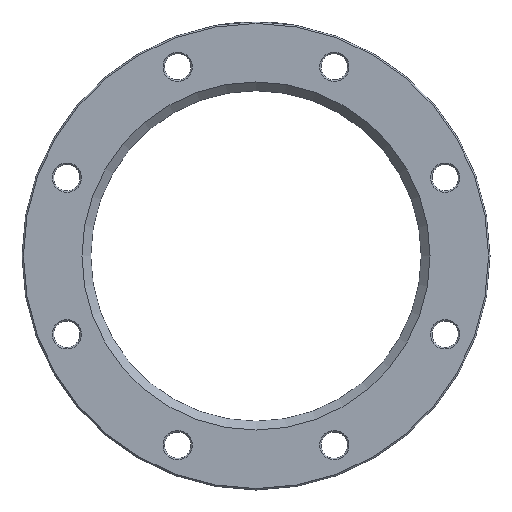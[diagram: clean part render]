
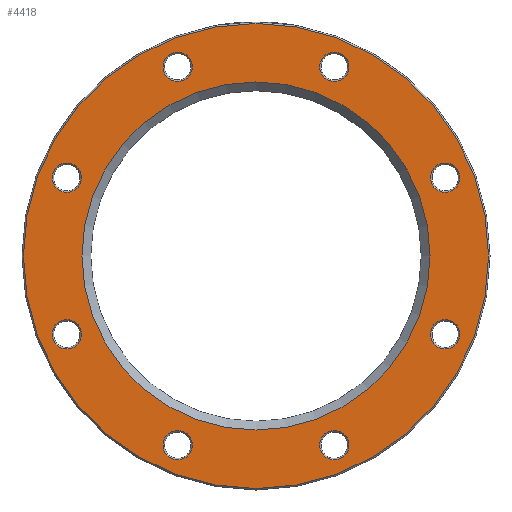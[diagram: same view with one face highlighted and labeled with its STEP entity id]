
A CAD part, left-side view. The second image highlights one B-rep face of the part: STEP entity #4418.
In plain terms, the highlighted planar face has unit normal (-1, 0, 0).
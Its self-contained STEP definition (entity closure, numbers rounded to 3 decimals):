
#8 = DIRECTION ( 'NONE',  ( 1., 0., 0. ) ) ;
#25 = CARTESIAN_POINT ( 'NONE',  ( 0., -129.343, -53.576 ) ) ;
#56 = CARTESIAN_POINT ( 'NONE',  ( 0., 129.343, 43.576 ) ) ;
#140 = EDGE_LOOP ( 'NONE', ( #3949 ) ) ;
#211 = DIRECTION ( 'NONE',  ( 0., 0., -1. ) ) ;
#229 = DIRECTION ( 'NONE',  ( 0., 0., -1. ) ) ;
#231 = EDGE_CURVE ( 'NONE', #2331, #2331, #3402, .T. ) ;
#373 = VERTEX_POINT ( 'NONE', #1872 ) ;
#389 = AXIS2_PLACEMENT_3D ( 'NONE', #2243, #1118, #3405 ) ;
#423 = EDGE_LOOP ( 'NONE', ( #2234 ) ) ;
#434 = DIRECTION ( 'NONE',  ( 0., 0., -1. ) ) ;
#441 = DIRECTION ( 'NONE',  ( 1., 0., 0. ) ) ;
#443 = FACE_BOUND ( 'NONE', #2264, .T. ) ;
#471 = PLANE ( 'NONE',  #2979 ) ;
#530 = CARTESIAN_POINT ( 'NONE',  ( 0., -53.576, 129.343 ) ) ;
#557 = AXIS2_PLACEMENT_3D ( 'NONE', #1880, #1425, #4841 ) ;
#591 = CARTESIAN_POINT ( 'NONE',  ( 0., 0., 0. ) ) ;
#599 = VERTEX_POINT ( 'NONE', #2021 ) ;
#613 = DIRECTION ( 'NONE',  ( 0., 0., -1. ) ) ;
#704 = EDGE_LOOP ( 'NONE', ( #893 ) ) ;
#710 = EDGE_LOOP ( 'NONE', ( #3534 ) ) ;
#737 = VERTEX_POINT ( 'NONE', #2300 ) ;
#766 = FACE_BOUND ( 'NONE', #1835, .T. ) ;
#797 = EDGE_CURVE ( 'NONE', #737, #737, #3742, .T. ) ;
#832 = VERTEX_POINT ( 'NONE', #4162 ) ;
#861 = DIRECTION ( 'NONE',  ( 1., 0., 0. ) ) ;
#893 = ORIENTED_EDGE ( 'NONE', *, *, #2485, .T. ) ;
#904 = AXIS2_PLACEMENT_3D ( 'NONE', #3881, #441, #1941 ) ;
#973 = EDGE_LOOP ( 'NONE', ( #4314 ) ) ;
#1093 = ORIENTED_EDGE ( 'NONE', *, *, #1558, .T. ) ;
#1118 = DIRECTION ( 'NONE',  ( 1., 0., 0. ) ) ;
#1157 = EDGE_CURVE ( 'NONE', #832, #832, #1943, .T. ) ;
#1165 = ORIENTED_EDGE ( 'NONE', *, *, #3353, .T. ) ;
#1200 = CARTESIAN_POINT ( 'NONE',  ( 0., 53.576, 119.343 ) ) ;
#1233 = FACE_BOUND ( 'NONE', #710, .T. ) ;
#1305 = DIRECTION ( 'NONE',  ( 0., 0., -1. ) ) ;
#1367 = CIRCLE ( 'NONE', #4736, 159. ) ;
#1425 = DIRECTION ( 'NONE',  ( 1., 0., 0. ) ) ;
#1469 = EDGE_LOOP ( 'NONE', ( #1165 ) ) ;
#1492 = DIRECTION ( 'NONE',  ( 1., 0., 0. ) ) ;
#1533 = DIRECTION ( 'NONE',  ( 1., 0., 0. ) ) ;
#1558 = EDGE_CURVE ( 'NONE', #1894, #1894, #1367, .T. ) ;
#1614 = EDGE_CURVE ( 'NONE', #3412, #3412, #4398, .T. ) ;
#1702 = CARTESIAN_POINT ( 'NONE',  ( 0., 129.343, -63.576 ) ) ;
#1714 = EDGE_LOOP ( 'NONE', ( #1093 ) ) ;
#1728 = CARTESIAN_POINT ( 'NONE',  ( 0., -53.576, -129.343 ) ) ;
#1757 = EDGE_CURVE ( 'NONE', #1938, #1938, #4787, .T. ) ;
#1835 = EDGE_LOOP ( 'NONE', ( #4082 ) ) ;
#1872 = CARTESIAN_POINT ( 'NONE',  ( 0., 0., -119. ) ) ;
#1876 = CIRCLE ( 'NONE', #389, 119. ) ;
#1880 = CARTESIAN_POINT ( 'NONE',  ( 0., 129.343, 53.576 ) ) ;
#1894 = VERTEX_POINT ( 'NONE', #1967 ) ;
#1913 = AXIS2_PLACEMENT_3D ( 'NONE', #530, #4231, #613 ) ;
#1938 = VERTEX_POINT ( 'NONE', #1200 ) ;
#1941 = DIRECTION ( 'NONE',  ( 0., 0., -1. ) ) ;
#1943 = CIRCLE ( 'NONE', #904, 10. ) ;
#1945 = FACE_BOUND ( 'NONE', #423, .T. ) ;
#1967 = CARTESIAN_POINT ( 'NONE',  ( 0., 0., -159. ) ) ;
#1982 = ORIENTED_EDGE ( 'NONE', *, *, #4093, .T. ) ;
#2006 = CARTESIAN_POINT ( 'NONE',  ( 0., 53.576, 129.343 ) ) ;
#2021 = CARTESIAN_POINT ( 'NONE',  ( 0., -53.576, -139.343 ) ) ;
#2091 = DIRECTION ( 'NONE',  ( -1., 0., 0. ) ) ;
#2229 = VERTEX_POINT ( 'NONE', #3724 ) ;
#2234 = ORIENTED_EDGE ( 'NONE', *, *, #797, .T. ) ;
#2243 = CARTESIAN_POINT ( 'NONE',  ( 0., 0., 0. ) ) ;
#2264 = EDGE_LOOP ( 'NONE', ( #2476 ) ) ;
#2300 = CARTESIAN_POINT ( 'NONE',  ( 0., -129.343, 43.576 ) ) ;
#2306 = FACE_BOUND ( 'NONE', #140, .T. ) ;
#2331 = VERTEX_POINT ( 'NONE', #4112 ) ;
#2336 = FACE_BOUND ( 'NONE', #973, .T. ) ;
#2476 = ORIENTED_EDGE ( 'NONE', *, *, #1757, .T. ) ;
#2485 = EDGE_CURVE ( 'NONE', #2229, #2229, #3917, .T. ) ;
#2531 = EDGE_CURVE ( 'NONE', #373, #373, #1876, .T. ) ;
#2623 = DIRECTION ( 'NONE',  ( 0., 0., -1. ) ) ;
#2653 = CIRCLE ( 'NONE', #3920, 10. ) ;
#2655 = AXIS2_PLACEMENT_3D ( 'NONE', #2006, #1533, #3056 ) ;
#2721 = CIRCLE ( 'NONE', #3670, 10. ) ;
#2979 = AXIS2_PLACEMENT_3D ( 'NONE', #4222, #861, #2623 ) ;
#3056 = DIRECTION ( 'NONE',  ( 0., 0., -1. ) ) ;
#3171 = DIRECTION ( 'NONE',  ( 1., 0., 0. ) ) ;
#3353 = EDGE_CURVE ( 'NONE', #3487, #3487, #2721, .T. ) ;
#3402 = CIRCLE ( 'NONE', #1913, 10. ) ;
#3405 = DIRECTION ( 'NONE',  ( 0., 0., -1. ) ) ;
#3412 = VERTEX_POINT ( 'NONE', #56 ) ;
#3438 = FACE_BOUND ( 'NONE', #704, .T. ) ;
#3487 = VERTEX_POINT ( 'NONE', #1702 ) ;
#3534 = ORIENTED_EDGE ( 'NONE', *, *, #1614, .T. ) ;
#3670 = AXIS2_PLACEMENT_3D ( 'NONE', #4268, #3171, #1305 ) ;
#3721 = CARTESIAN_POINT ( 'NONE',  ( 0., -129.343, 53.576 ) ) ;
#3724 = CARTESIAN_POINT ( 'NONE',  ( 0., -129.343, -63.576 ) ) ;
#3742 = CIRCLE ( 'NONE', #4132, 10. ) ;
#3829 = FACE_BOUND ( 'NONE', #1469, .T. ) ;
#3881 = CARTESIAN_POINT ( 'NONE',  ( 0., 53.576, -129.343 ) ) ;
#3917 = CIRCLE ( 'NONE', #4461, 10. ) ;
#3920 = AXIS2_PLACEMENT_3D ( 'NONE', #1728, #4319, #211 ) ;
#3949 = ORIENTED_EDGE ( 'NONE', *, *, #2531, .T. ) ;
#4082 = ORIENTED_EDGE ( 'NONE', *, *, #231, .T. ) ;
#4084 = DIRECTION ( 'NONE',  ( 0., 0., -1. ) ) ;
#4093 = EDGE_CURVE ( 'NONE', #599, #599, #2653, .T. ) ;
#4112 = CARTESIAN_POINT ( 'NONE',  ( 0., -53.576, 119.343 ) ) ;
#4132 = AXIS2_PLACEMENT_3D ( 'NONE', #3721, #8, #434 ) ;
#4162 = CARTESIAN_POINT ( 'NONE',  ( 0., 53.576, -139.343 ) ) ;
#4194 = FACE_BOUND ( 'NONE', #4315, .T. ) ;
#4222 = CARTESIAN_POINT ( 'NONE',  ( 0., 113., 0. ) ) ;
#4231 = DIRECTION ( 'NONE',  ( 1., 0., 0. ) ) ;
#4268 = CARTESIAN_POINT ( 'NONE',  ( 0., 129.343, -53.576 ) ) ;
#4314 = ORIENTED_EDGE ( 'NONE', *, *, #1157, .T. ) ;
#4315 = EDGE_LOOP ( 'NONE', ( #1982 ) ) ;
#4319 = DIRECTION ( 'NONE',  ( 1., 0., 0. ) ) ;
#4398 = CIRCLE ( 'NONE', #557, 10. ) ;
#4418 = ADVANCED_FACE ( 'NONE', ( #2306, #4591, #443, #766, #1945, #3438, #4194, #2336, #3829, #1233 ), #471, .F. ) ;
#4461 = AXIS2_PLACEMENT_3D ( 'NONE', #25, #1492, #4084 ) ;
#4591 = FACE_OUTER_BOUND ( 'NONE', #1714, .T. ) ;
#4736 = AXIS2_PLACEMENT_3D ( 'NONE', #591, #2091, #229 ) ;
#4787 = CIRCLE ( 'NONE', #2655, 10. ) ;
#4841 = DIRECTION ( 'NONE',  ( 0., 0., -1. ) ) ;
